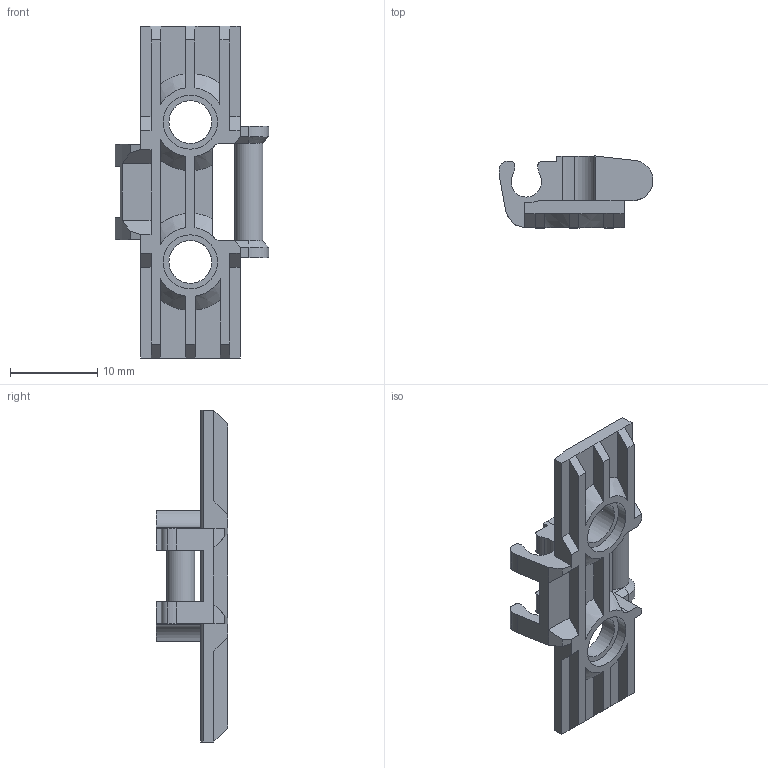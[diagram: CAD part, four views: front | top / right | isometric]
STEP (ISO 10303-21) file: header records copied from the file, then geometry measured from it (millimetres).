
FILE_DESCRIPTION(/* description */ (''),/* implementation_level */ '2;1');
FILE_NAME(/* name */ 'Lego Boost Catepilar Track v6.step',/* time_stamp */ '2020-09-29T11:58:54+01:00',/* author */ (''),/* organization */ (''),/* preprocessor_version */ 'ST-DEVELOPER v18.1',/* originating_system */ 'Autodesk Translation Framework v9.3.0.1241',/* authorisation */ '');
FILE_SCHEMA (('AUTOMOTIVE_DESIGN { 1 0 10303 214 3 1 1 }'));
Length unit declared in the file: millimetre
Products named in the file (1): Lego Boost Catepilar Track
Bounding box: 17.61 x 8.2 x 38 mm (x, y, z)
Volume: 1233.2 mm3; surface area: 1773.5 mm2
Topology: 1 solids, 1 shells, 135 faces, 367 edges, 233 vertices
Faces by surface type: plane 91, cylinder 28, cone 10, bspline 6
Full cylindrical faces by diameter (mm): 3.2 x1, 4.9 x2, 6.2 x2
Entity records: 4324 total; most frequent: CARTESIAN_POINT 910, ORIENTED_EDGE 734, DIRECTION 675, EDGE_CURVE 367, LINE 259, VECTOR 259, VERTEX_POINT 233, AXIS2_PLACEMENT_3D 208
